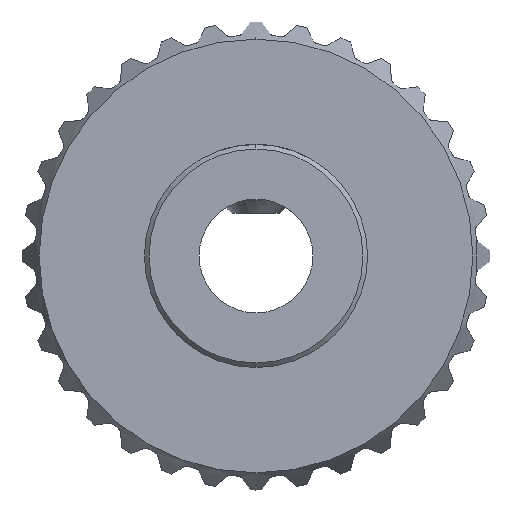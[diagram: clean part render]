
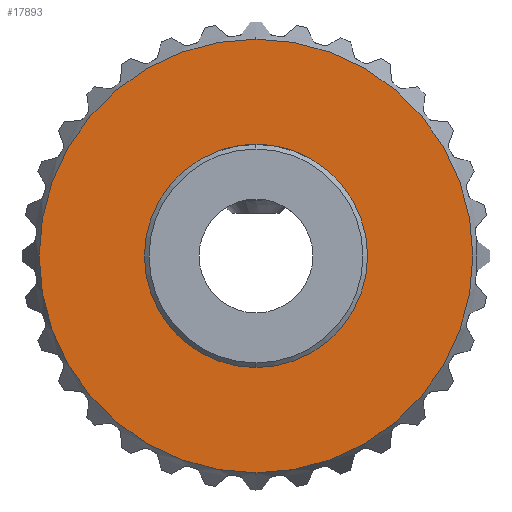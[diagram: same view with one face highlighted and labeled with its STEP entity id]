
A CAD part, front view. The second image highlights one B-rep face of the part: STEP entity #17893.
In plain terms, the highlighted planar face has unit normal (0, -1, 0).
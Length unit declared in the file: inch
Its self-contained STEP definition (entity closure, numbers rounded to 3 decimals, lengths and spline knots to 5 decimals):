
#555 = DIRECTION ( 'NONE',  ( 0., 0., 1. ) ) ;
#613 = AXIS2_PLACEMENT_3D ( 'NONE', #6008, #12775, #16560 ) ;
#971 = VERTEX_POINT ( 'NONE', #9129 ) ;
#1253 = CARTESIAN_POINT ( 'NONE',  ( 0., -0.04738, 0.47631 ) ) ;
#1718 = AXIS2_PLACEMENT_3D ( 'NONE', #17109, #9473, #11449 ) ;
#1903 = CARTESIAN_POINT ( 'NONE',  ( 0., -0.04738, -0.245 ) ) ;
#3315 = EDGE_CURVE ( 'NONE', #13876, #18424, #13568, .T. ) ;
#4721 = CARTESIAN_POINT ( 'NONE',  ( 0., -0.04738, 0.245 ) ) ;
#4952 = AXIS2_PLACEMENT_3D ( 'NONE', #23778, #16315, #15009 ) ;
#5574 = EDGE_CURVE ( 'NONE', #971, #12375, #12110, .T. ) ;
#6008 = CARTESIAN_POINT ( 'NONE',  ( 0., -0.04738, 0. ) ) ;
#6876 = EDGE_LOOP ( 'NONE', ( #11341, #18702 ) ) ;
#7304 = FACE_BOUND ( 'NONE', #6876, .T. ) ;
#7462 = CARTESIAN_POINT ( 'NONE',  ( 0., -0.04738, 0. ) ) ;
#8122 = EDGE_CURVE ( 'NONE', #12375, #971, #11040, .T. ) ;
#9129 = CARTESIAN_POINT ( 'NONE',  ( 0., -0.04738, -0.47631 ) ) ;
#9473 = DIRECTION ( 'NONE',  ( 0., 1., 0. ) ) ;
#10535 = EDGE_LOOP ( 'NONE', ( #23410, #15094 ) ) ;
#11040 = CIRCLE ( 'NONE', #613, 0.47631 ) ;
#11341 = ORIENTED_EDGE ( 'NONE', *, *, #3315, .F. ) ;
#11449 = DIRECTION ( 'NONE',  ( 0., 0., 1. ) ) ;
#12110 = CIRCLE ( 'NONE', #19171, 0.47631 ) ;
#12247 = CIRCLE ( 'NONE', #20946, 0.245 ) ;
#12375 = VERTEX_POINT ( 'NONE', #1253 ) ;
#12775 = DIRECTION ( 'NONE',  ( 0., -1., 0. ) ) ;
#12943 = EDGE_CURVE ( 'NONE', #18424, #13876, #12247, .T. ) ;
#13235 = DIRECTION ( 'NONE',  ( 0., -1., 0. ) ) ;
#13568 = CIRCLE ( 'NONE', #4952, 0.245 ) ;
#13876 = VERTEX_POINT ( 'NONE', #4721 ) ;
#14016 = CARTESIAN_POINT ( 'NONE',  ( 0., -0.04738, 0. ) ) ;
#14921 = PLANE ( 'NONE',  #1718 ) ;
#15009 = DIRECTION ( 'NONE',  ( 0., 0., 1. ) ) ;
#15094 = ORIENTED_EDGE ( 'NONE', *, *, #5574, .T. ) ;
#16315 = DIRECTION ( 'NONE',  ( 0., -1., 0. ) ) ;
#16560 = DIRECTION ( 'NONE',  ( 0., 0., 1. ) ) ;
#17109 = CARTESIAN_POINT ( 'NONE',  ( -0.75, -0.04738, -0.51407 ) ) ;
#17790 = DIRECTION ( 'NONE',  ( 0., -1., 0. ) ) ;
#17893 = ADVANCED_FACE ( 'NONE', ( #20545, #7304 ), #14921, .F. ) ;
#18424 = VERTEX_POINT ( 'NONE', #1903 ) ;
#18702 = ORIENTED_EDGE ( 'NONE', *, *, #12943, .F. ) ;
#19171 = AXIS2_PLACEMENT_3D ( 'NONE', #14016, #17790, #19729 ) ;
#19729 = DIRECTION ( 'NONE',  ( 0., 0., 1. ) ) ;
#20545 = FACE_OUTER_BOUND ( 'NONE', #10535, .T. ) ;
#20946 = AXIS2_PLACEMENT_3D ( 'NONE', #7462, #13235, #555 ) ;
#23410 = ORIENTED_EDGE ( 'NONE', *, *, #8122, .T. ) ;
#23778 = CARTESIAN_POINT ( 'NONE',  ( 0., -0.04738, 0. ) ) ;
